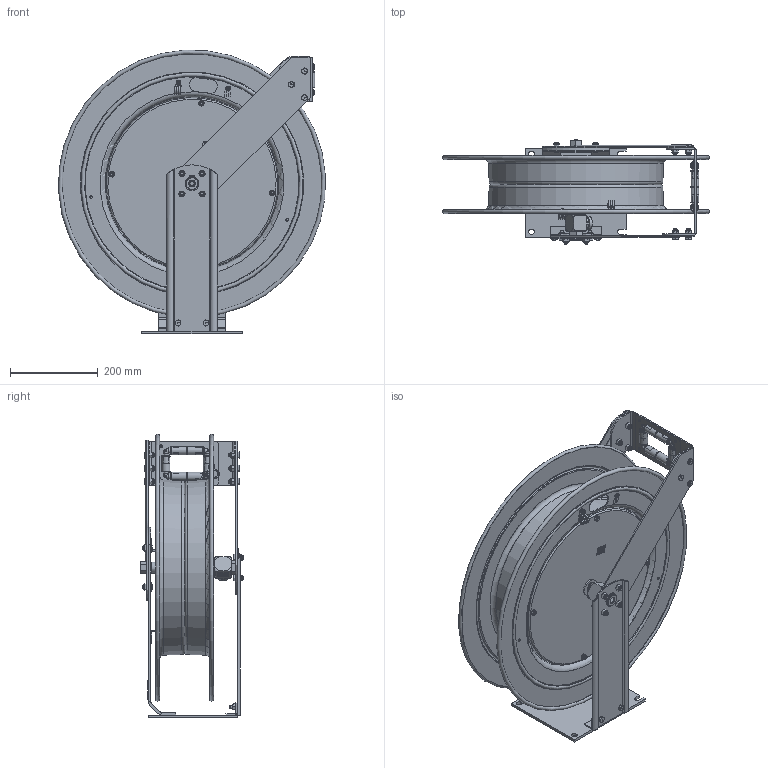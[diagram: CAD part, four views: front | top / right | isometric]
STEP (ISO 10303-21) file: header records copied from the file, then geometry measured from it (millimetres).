
FILE_DESCRIPTION(/* description */ (''),/* implementation_level */ '2;1');
FILE_NAME(/* name */ 'TSHL-N-3125_SHARED.stp',/* time_stamp */ '2020-01-24T14:38:12-07:00',/* author */ ('NMelton'),/* organization */ (''),/* preprocessor_version */ 'ST-DEVELOPER v17',/* originating_system */ 'Autodesk Inventor 2019',/* authorisation */ '');
FILE_SCHEMA (('AUTOMOTIVE_DESIGN { 1 0 10303 214 3 1 1 }'));
Products named in the file (1): TSHL-N-3125_SHARED
Bounding box: 608.53 x 237.12 x 646.91 mm (x, y, z)
Surface area: 2036938.7 mm2 (no closed solid volume)
Topology: 0 solids, 218 shells, 2761 faces, 12431 edges, 9474 vertices
Faces by surface type: plane 1328, cylinder 710, bspline 339, cone 233, torus 98, sphere 53
Full cylindrical faces by diameter (mm): 1.981 x2, 2.159 x1, 2.54 x1, 3.048 x1, 3.962 x2, 4.699 x4, 4.826 x2, 5.182 x2, 5.588 x9, 6.35 x8, 7.938 x12, 8.636 x4, 9.525 x3, 10.414 x1, 11.43 x12, 12.192 x16, 12.7 x2, 15.875 x1, 19.05 x7, 25.324 x3, 25.362 x1, 26.314 x1, 27.94 x2, 28.448 x1, 29.134 x1, 30.15 x2, 39.624 x1, 390.388 x1
Entity records: 134175 total; most frequent: CARTESIAN_POINT 38329, ORIENTED_EDGE 17483, DIRECTION 17300, EDGE_CURVE 12344, VERTEX_POINT 9474, LINE 6652, VECTOR 6652, AXIS2_PLACEMENT_3D 5324
